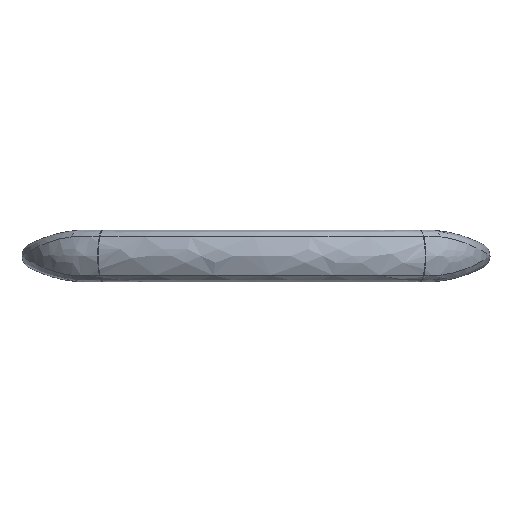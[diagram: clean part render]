
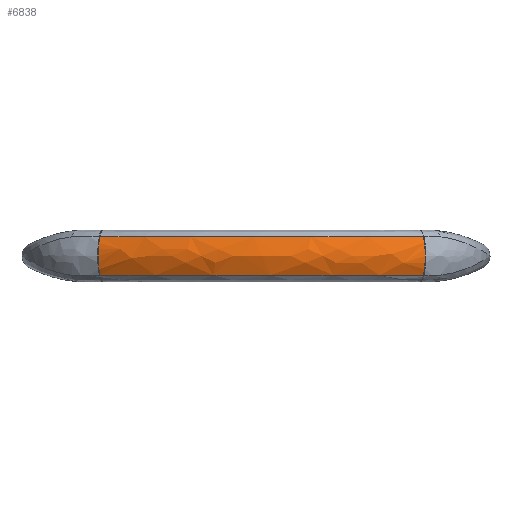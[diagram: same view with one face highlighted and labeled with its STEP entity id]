
A CAD part, front view. The second image highlights one B-rep face of the part: STEP entity #6838.
In plain terms, the highlighted free-form (B-spline) face has degree [2, 2] with [3, 3] control points.
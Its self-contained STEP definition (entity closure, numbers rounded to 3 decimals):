
#4689=CARTESIAN_POINT('',(-38.984,-4.5,23.57));
#4690=VERTEX_POINT('',#4689);
#4802=CARTESIAN_POINT('',(36.387,-4.5,24.529));
#4803=VERTEX_POINT('',#4802);
#4817=CARTESIAN_POINT('',(-38.984,-4.5,23.57));
#4818=CARTESIAN_POINT('',(-1.476,-4.5,37.966));
#4819=CARTESIAN_POINT('',(36.387,-4.5,24.529));
#4827=(BOUNDED_CURVE()B_SPLINE_CURVE(2,(#4817,#4818,#4819),.UNSPECIFIED.,.F.,.U.)CURVE()GEOMETRIC_REPRESENTATION_ITEM()QUASI_UNIFORM_CURVE()RATIONAL_B_SPLINE_CURVE((1.0,0.938,1.0))REPRESENTATION_ITEM(''));
#4828=EDGE_CURVE('',#4690,#4803,#4827,.T.);
#4955=CARTESIAN_POINT('',(-38.984,4.5,23.57));
#4956=VERTEX_POINT('',#4955);
#5004=CARTESIAN_POINT('',(-38.984,4.5,23.57));
#5005=CARTESIAN_POINT('',(-39.058,4.157,23.754));
#5006=CARTESIAN_POINT('',(-39.123,3.804,23.914));
#5007=CARTESIAN_POINT('',(-39.235,3.081,24.192));
#5008=CARTESIAN_POINT('',(-39.282,2.71,24.309));
#5009=CARTESIAN_POINT('',(-39.33,2.235,24.427));
#5010=CARTESIAN_POINT('',(-39.338,2.14,24.449));
#5011=CARTESIAN_POINT('',(-39.355,1.947,24.491));
#5012=CARTESIAN_POINT('',(-39.363,1.85,24.511));
#5013=CARTESIAN_POINT('',(-39.385,1.56,24.564));
#5014=CARTESIAN_POINT('',(-39.397,1.366,24.594));
#5015=CARTESIAN_POINT('',(-39.425,0.783,24.665));
#5016=CARTESIAN_POINT('',(-39.435,0.393,24.688));
#5017=CARTESIAN_POINT('',(-39.435,-0.193,24.688));
#5018=CARTESIAN_POINT('',(-39.432,-0.389,24.683));
#5019=CARTESIAN_POINT('',(-39.425,-0.683,24.665));
#5020=CARTESIAN_POINT('',(-39.422,-0.781,24.657));
#5021=CARTESIAN_POINT('',(-39.415,-0.977,24.64));
#5022=CARTESIAN_POINT('',(-39.411,-1.075,24.629));
#5023=CARTESIAN_POINT('',(-39.387,-1.566,24.569));
#5024=CARTESIAN_POINT('',(-39.358,-1.951,24.498));
#5025=CARTESIAN_POINT('',(-39.282,-2.705,24.311));
#5026=CARTESIAN_POINT('',(-39.236,-3.075,24.194));
#5027=CARTESIAN_POINT('',(-39.152,-3.619,23.986));
#5028=CARTESIAN_POINT('',(-39.121,-3.799,23.91));
#5029=CARTESIAN_POINT('',(-39.056,-4.154,23.748));
#5030=CARTESIAN_POINT('',(-39.021,-4.328,23.662));
#5031=CARTESIAN_POINT('',(-38.984,-4.5,23.57));
#5032=B_SPLINE_CURVE_WITH_KNOTS('',3,(#5004,#5005,#5006,#5007,#5008,#5009,#5010,#5011,#5012,#5013,#5014,#5015,#5016,#5017,#5018,#5019,#5020,#5021,#5022,#5023,#5024,#5025,#5026,#5027,#5028,#5029,#5030,#5031),.UNSPECIFIED.,.F.,.U.,(4,2,2,2,2,2,2,2,2,2,2,2,2,4),(0.0,0.125,0.25,0.281,0.312,0.375,0.5,0.562,0.594,0.625,0.75,0.875,0.938,1.0),.UNSPECIFIED.);
#5033=EDGE_CURVE('',#4956,#4690,#5032,.T.);
#5543=CARTESIAN_POINT('',(36.387,4.5,24.529));
#5544=VERTEX_POINT('',#5543);
#5552=CARTESIAN_POINT('',(36.387,-4.5,24.529));
#5553=CARTESIAN_POINT('',(36.417,-4.329,24.623));
#5554=CARTESIAN_POINT('',(36.446,-4.154,24.712));
#5555=CARTESIAN_POINT('',(36.5,-3.799,24.879));
#5556=CARTESIAN_POINT('',(36.525,-3.619,24.956));
#5557=CARTESIAN_POINT('',(36.594,-3.075,25.17));
#5558=CARTESIAN_POINT('',(36.633,-2.705,25.289));
#5559=CARTESIAN_POINT('',(36.695,-1.951,25.481));
#5560=CARTESIAN_POINT('',(36.719,-1.566,25.554));
#5561=CARTESIAN_POINT('',(36.739,-1.075,25.616));
#5562=CARTESIAN_POINT('',(36.742,-0.977,25.626));
#5563=CARTESIAN_POINT('',(36.748,-0.781,25.645));
#5564=CARTESIAN_POINT('',(36.751,-0.683,25.652));
#5565=CARTESIAN_POINT('',(36.757,-0.389,25.67));
#5566=CARTESIAN_POINT('',(36.759,-0.193,25.676));
#5567=CARTESIAN_POINT('',(36.759,0.393,25.676));
#5568=CARTESIAN_POINT('',(36.751,0.783,25.652));
#5569=CARTESIAN_POINT('',(36.727,1.366,25.579));
#5570=CARTESIAN_POINT('',(36.717,1.56,25.549));
#5571=CARTESIAN_POINT('',(36.699,1.85,25.494));
#5572=CARTESIAN_POINT('',(36.693,1.947,25.474));
#5573=CARTESIAN_POINT('',(36.679,2.14,25.431));
#5574=CARTESIAN_POINT('',(36.672,2.235,25.409));
#5575=CARTESIAN_POINT('',(36.632,2.71,25.287));
#5576=CARTESIAN_POINT('',(36.593,3.081,25.168));
#5577=CARTESIAN_POINT('',(36.501,3.805,24.883));
#5578=CARTESIAN_POINT('',(36.448,4.157,24.718));
#5579=CARTESIAN_POINT('',(36.387,4.5,24.529));
#5580=B_SPLINE_CURVE_WITH_KNOTS('',3,(#5552,#5553,#5554,#5555,#5556,#5557,#5558,#5559,#5560,#5561,#5562,#5563,#5564,#5565,#5566,#5567,#5568,#5569,#5570,#5571,#5572,#5573,#5574,#5575,#5576,#5577,#5578,#5579),.UNSPECIFIED.,.F.,.U.,(4,2,2,2,2,2,2,2,2,2,2,2,2,4),(0.0,0.063,0.125,0.25,0.375,0.406,0.438,0.5,0.625,0.688,0.719,0.75,0.875,1.0),.UNSPECIFIED.);
#5581=EDGE_CURVE('',#4803,#5544,#5580,.T.);
#5664=CARTESIAN_POINT('',(36.387,4.5,24.529));
#5665=CARTESIAN_POINT('',(-1.476,4.5,37.966));
#5666=CARTESIAN_POINT('',(-38.984,4.5,23.57));
#5674=(BOUNDED_CURVE()B_SPLINE_CURVE(2,(#5664,#5665,#5666),.UNSPECIFIED.,.F.,.U.)CURVE()GEOMETRIC_REPRESENTATION_ITEM()QUASI_UNIFORM_CURVE()RATIONAL_B_SPLINE_CURVE((1.0,0.938,1.0))REPRESENTATION_ITEM(''));
#5675=EDGE_CURVE('',#5544,#4956,#5674,.T.);
#6815=CARTESIAN_POINT('',(-42.392,-4.881,21.943));
#6816=CARTESIAN_POINT('',(-1.503,-4.881,39.286));
#6817=CARTESIAN_POINT('',(39.817,-4.881,22.996));
#6818=CARTESIAN_POINT('',(-43.622,0.,24.843));
#6819=CARTESIAN_POINT('',(-1.547,0.,42.69));
#6820=CARTESIAN_POINT('',(40.972,0.,25.927));
#6821=CARTESIAN_POINT('',(-42.392,4.881,21.943));
#6822=CARTESIAN_POINT('',(-1.503,4.881,39.286));
#6823=CARTESIAN_POINT('',(39.817,4.881,22.996));
#6831=(BOUNDED_SURFACE()B_SPLINE_SURFACE(2,2,((#6815,#6818,#6821),(#6816,#6819,#6822),(#6817,#6820,#6823)),.UNSPECIFIED.,.F.,.F.,.U.)B_SPLINE_SURFACE_WITH_KNOTS((3,3),(3,3),(28.741,115.267),(2.151,12.761),.UNSPECIFIED.)GEOMETRIC_REPRESENTATION_ITEM()RATIONAL_B_SPLINE_SURFACE(((0.87,0.731,0.87),(0.805,0.677,0.805),(0.87,0.731,0.87)))REPRESENTATION_ITEM('')SURFACE());
#6832=ORIENTED_EDGE('',*,*,#5033,.T.);
#6833=ORIENTED_EDGE('',*,*,#4828,.T.);
#6834=ORIENTED_EDGE('',*,*,#5581,.T.);
#6835=ORIENTED_EDGE('',*,*,#5675,.T.);
#6836=EDGE_LOOP('',(#6832,#6833,#6834,#6835));
#6837=FACE_OUTER_BOUND('',#6836,.T.);
#6838=ADVANCED_FACE('',(#6837),#6831,.T.);
